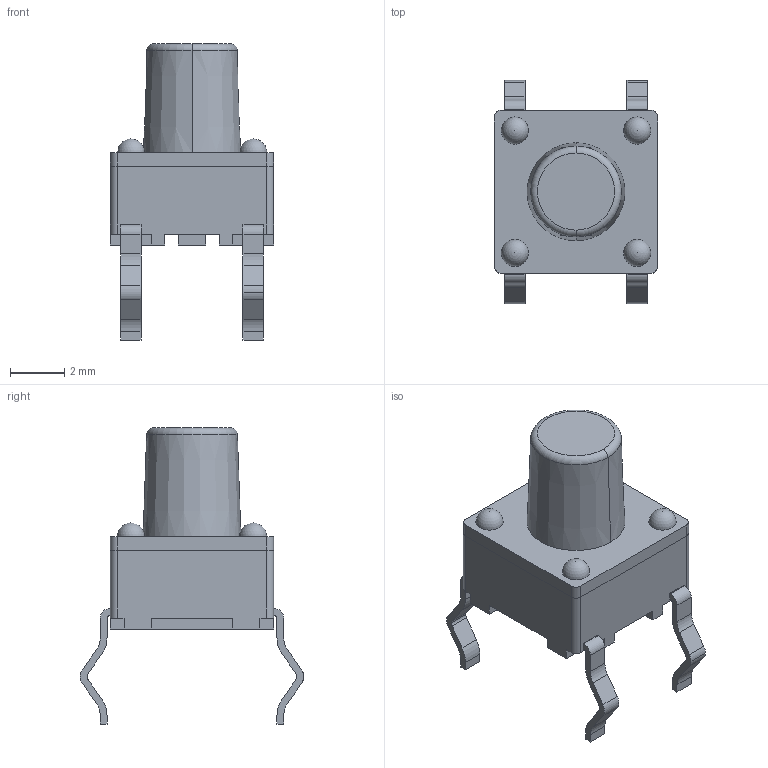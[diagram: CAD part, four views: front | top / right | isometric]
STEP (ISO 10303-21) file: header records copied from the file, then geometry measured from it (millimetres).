
FILE_DESCRIPTION(('FreeCAD Model'),'2;1');
FILE_NAME('User Library-Pushbutton-3.step', '2017-03-07T14:46:39',('Author'),(''), 'Open CASCADE STEP processor 6.8','FreeCAD','Unknown');
FILE_SCHEMA(('AUTOMOTIVE_DESIGN_CC2 { 1 2 10303 214 -1 1 5 4 }'));
Length unit declared in the file: millimetre
Products named in the file (2): ASSEMBLY; User_Library-Pushbutton-3
Assembly tree (1 placements, depth 2):
  ASSEMBLY
    User_Library-Pushbutton-3
Bounding box: 6 x 8.21 x 10.9 mm (x, y, z)
Volume: 155.3 mm3; surface area: 243 mm2
Topology: 1 solids, 1 shells, 154 faces, 430 edges, 286 vertices
Faces by surface type: plane 102, cylinder 44, sphere 4, torus 2, cone 2
Entity records: 16236 total; most frequent: CARTESIAN_POINT 6964, DIRECTION 1432, LINE 870, VECTOR 870, ORIENTED_EDGE 852, PCURVE 852, DEFINITIONAL_REPRESENTATION 852, EDGE_CURVE 426
